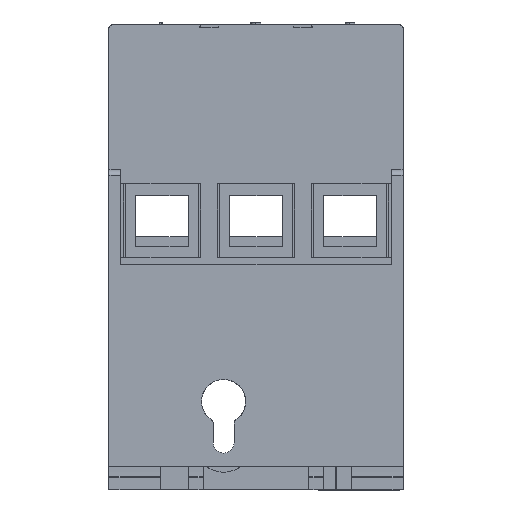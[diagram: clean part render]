
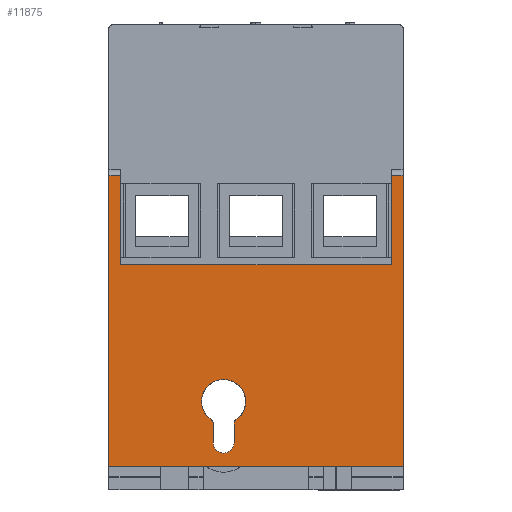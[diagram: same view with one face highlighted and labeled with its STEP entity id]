
A CAD part, top view. The second image highlights one B-rep face of the part: STEP entity #11875.
In plain terms, the highlighted planar face has unit normal (0, 0, 1).
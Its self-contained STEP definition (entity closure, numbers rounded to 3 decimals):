
#232 = CARTESIAN_POINT ( 'NONE',  ( -30.5, 15., 0. ) ) ;
#1079 = EDGE_CURVE ( 'NONE', #11542, #22884, #22833, .T. ) ;
#1108 = VERTEX_POINT ( 'NONE', #20840 ) ;
#1511 = VECTOR ( 'NONE', #20459, 1000. ) ;
#1613 = VECTOR ( 'NONE', #27552, 1000. ) ;
#1653 = DIRECTION ( 'NONE',  ( 0., 0., 1. ) ) ;
#1898 = CIRCLE ( 'NONE', #6744, 3.75 ) ;
#2115 = VERTEX_POINT ( 'NONE', #20994 ) ;
#2600 = ORIENTED_EDGE ( 'NONE', *, *, #6595, .F. ) ;
#2625 = CARTESIAN_POINT ( 'NONE',  ( -28.725, 11.569, 0. ) ) ;
#2706 = EDGE_LOOP ( 'NONE', ( #29709, #8118, #17556, #7849, #15156, #28758, #22964, #5618 ) ) ;
#2799 = DIRECTION ( 'NONE',  ( 0., 0., -1. ) ) ;
#3030 = CARTESIAN_POINT ( 'NONE',  ( -25., 38.252, 0. ) ) ;
#3074 = CARTESIAN_POINT ( 'NONE',  ( -32.275, 11.349, 0. ) ) ;
#3289 = VECTOR ( 'NONE', #12343, 1000. ) ;
#3411 = CARTESIAN_POINT ( 'NONE',  ( -2., 53.4, 0. ) ) ;
#3612 = VERTEX_POINT ( 'NONE', #17884 ) ;
#3844 =( BOUNDED_CURVE ( )  B_SPLINE_CURVE ( 3, ( #26580, #5234, #29019, #12268 ),
 .UNSPECIFIED., .F., .T. ) 
 B_SPLINE_CURVE_WITH_KNOTS ( ( 4, 4 ),
 ( 0., 0.001 ),
 .UNSPECIFIED. ) 
 CURVE ( )  GEOMETRIC_REPRESENTATION_ITEM ( )  RATIONAL_B_SPLINE_CURVE ( ( 1., 0.852, 0.779, 0.782 ) ) 
 REPRESENTATION_ITEM ( '' )  );
#4137 = CARTESIAN_POINT ( 'NONE',  ( -48., 53.4, 0. ) ) ;
#4155 = CARTESIAN_POINT ( 'NONE',  ( -25., 4., 0. ) ) ;
#4406 = VERTEX_POINT ( 'NONE', #4639 ) ;
#4639 = CARTESIAN_POINT ( 'NONE',  ( -34.25, 15., 0. ) ) ;
#4856 = EDGE_CURVE ( 'NONE', #21755, #27619, #17549, .T. ) ;
#5083 = DIRECTION ( 'NONE',  ( 1., 0., 0. ) ) ;
#5234 = CARTESIAN_POINT ( 'NONE',  ( -32.384, 11.751, 0. ) ) ;
#5550 = CARTESIAN_POINT ( 'NONE',  ( -25., 53.4, 0. ) ) ;
#5618 = ORIENTED_EDGE ( 'NONE', *, *, #7615, .T. ) ;
#5777 = AXIS2_PLACEMENT_3D ( 'NONE', #7949, #26541, #24263 ) ;
#5862 = DIRECTION ( 'NONE',  ( -1., 0., 0. ) ) ;
#6184 = EDGE_CURVE ( 'NONE', #4406, #22817, #29416, .T. ) ;
#6241 = EDGE_CURVE ( 'NONE', #18933, #1108, #18838, .T. ) ;
#6518 = CARTESIAN_POINT ( 'NONE',  ( -32.275, 28.7, 0. ) ) ;
#6595 = EDGE_CURVE ( 'NONE', #3612, #28023, #18485, .T. ) ;
#6744 = AXIS2_PLACEMENT_3D ( 'NONE', #28068, #7336, #7188 ) ;
#6934 = DIRECTION ( 'NONE',  ( 0., 1., 0. ) ) ;
#7188 = DIRECTION ( 'NONE',  ( 1., 0., 0. ) ) ;
#7336 = DIRECTION ( 'NONE',  ( 0., 0., -1. ) ) ;
#7615 = EDGE_CURVE ( 'NONE', #2115, #29786, #11165, .T. ) ;
#7849 = ORIENTED_EDGE ( 'NONE', *, *, #16382, .T. ) ;
#7949 = CARTESIAN_POINT ( 'NONE',  ( -30.5, 15., 0. ) ) ;
#8000 = ORIENTED_EDGE ( 'NONE', *, *, #6184, .T. ) ;
#8028 = CARTESIAN_POINT ( 'NONE',  ( -32.552, 11.862, 0. ) ) ;
#8043 = VECTOR ( 'NONE', #12634, 1000. ) ;
#8107 = CARTESIAN_POINT ( 'NONE',  ( -26.75, 15., 0. ) ) ;
#8118 = ORIENTED_EDGE ( 'NONE', *, *, #6241, .F. ) ;
#8500 = ORIENTED_EDGE ( 'NONE', *, *, #16820, .T. ) ;
#8833 = ORIENTED_EDGE ( 'NONE', *, *, #1079, .T. ) ;
#9354 = ORIENTED_EDGE ( 'NONE', *, *, #13214, .F. ) ;
#10014 = CARTESIAN_POINT ( 'NONE',  ( -28.725, 8., 0. ) ) ;
#10637 = CARTESIAN_POINT ( 'NONE',  ( 0., 39.2, 0. ) ) ;
#10804 = FACE_BOUND ( 'NONE', #27912, .T. ) ;
#10930 = VECTOR ( 'NONE', #6934, 1000. ) ;
#11165 = LINE ( 'NONE', #22433, #1511 ) ;
#11169 = CIRCLE ( 'NONE', #5777, 3.75 ) ;
#11306 = EDGE_CURVE ( 'NONE', #28943, #4406, #1898, .T. ) ;
#11542 = VERTEX_POINT ( 'NONE', #25444 ) ;
#11875 = ADVANCED_FACE ( 'NONE', ( #10804, #13252 ), #20097, .T. ) ;
#12050 = LINE ( 'NONE', #3030, #3289 ) ;
#12182 = CARTESIAN_POINT ( 'NONE',  ( -2., 38.252, 0. ) ) ;
#12268 = CARTESIAN_POINT ( 'NONE',  ( -32.275, 11.349, 0. ) ) ;
#12343 = DIRECTION ( 'NONE',  ( -1., 0., 0. ) ) ;
#12361 = VECTOR ( 'NONE', #15707, 1000. ) ;
#12392 = EDGE_CURVE ( 'NONE', #22817, #28023, #11169, .T. ) ;
#12634 = DIRECTION ( 'NONE',  ( 0., 1., 0. ) ) ;
#12733 = CARTESIAN_POINT ( 'NONE',  ( -28.448, 11.862, 0. ) ) ;
#13214 = EDGE_CURVE ( 'NONE', #28943, #22884, #3844, .T. ) ;
#13252 = FACE_OUTER_BOUND ( 'NONE', #2706, .T. ) ;
#13809 = LINE ( 'NONE', #20938, #28500 ) ;
#14744 = CARTESIAN_POINT ( 'NONE',  ( 0., 53.4, 0. ) ) ;
#14772 = ORIENTED_EDGE ( 'NONE', *, *, #12392, .T. ) ;
#15156 = ORIENTED_EDGE ( 'NONE', *, *, #16682, .T. ) ;
#15550 = DIRECTION ( 'NONE',  ( 1., 0., 0. ) ) ;
#15707 = DIRECTION ( 'NONE',  ( 0., -1., 0. ) ) ;
#16019 = AXIS2_PLACEMENT_3D ( 'NONE', #27108, #1653, #15550 ) ;
#16110 = CARTESIAN_POINT ( 'NONE',  ( -25., 53.4, 0. ) ) ;
#16382 = EDGE_CURVE ( 'NONE', #19809, #18085, #24654, .T. ) ;
#16554 = CARTESIAN_POINT ( 'NONE',  ( -50., 4., 0. ) ) ;
#16561 = CARTESIAN_POINT ( 'NONE',  ( -50., 39.2, 0. ) ) ;
#16682 = EDGE_CURVE ( 'NONE', #18085, #21755, #17329, .T. ) ;
#16820 = EDGE_CURVE ( 'NONE', #3612, #29049, #13809, .T. ) ;
#16826 = CARTESIAN_POINT ( 'NONE',  ( -28.616, 11.751, 0. ) ) ;
#17329 = LINE ( 'NONE', #5550, #24605 ) ;
#17330 = ORIENTED_EDGE ( 'NONE', *, *, #11306, .T. ) ;
#17549 = LINE ( 'NONE', #24533, #12361 ) ;
#17556 = ORIENTED_EDGE ( 'NONE', *, *, #20088, .T. ) ;
#17611 = DIRECTION ( 'NONE',  ( 1., 0., 0. ) ) ;
#17884 = CARTESIAN_POINT ( 'NONE',  ( -28.725, 11.349, 0. ) ) ;
#18085 = VERTEX_POINT ( 'NONE', #14744 ) ;
#18485 =( BOUNDED_CURVE ( )  B_SPLINE_CURVE ( 3, ( #23506, #2625, #16826, #26664 ),
 .UNSPECIFIED., .F., .F. ) 
 B_SPLINE_CURVE_WITH_KNOTS ( ( 4, 4 ),
 ( 0., 0.001 ),
 .UNSPECIFIED. ) 
 CURVE ( )  GEOMETRIC_REPRESENTATION_ITEM ( )  RATIONAL_B_SPLINE_CURVE ( ( 0.782, 0.779, 0.852, 1. ) ) 
 REPRESENTATION_ITEM ( '' )  );
#18832 = CARTESIAN_POINT ( 'NONE',  ( -30.5, 8., 0. ) ) ;
#18838 = LINE ( 'NONE', #16561, #10930 ) ;
#18933 = VERTEX_POINT ( 'NONE', #16554 ) ;
#19809 = VERTEX_POINT ( 'NONE', #30146 ) ;
#20088 = EDGE_CURVE ( 'NONE', #18933, #19809, #29170, .T. ) ;
#20097 = PLANE ( 'NONE',  #16019 ) ;
#20459 = DIRECTION ( 'NONE',  ( 0., 1., 0. ) ) ;
#20605 = EDGE_CURVE ( 'NONE', #27619, #2115, #12050, .T. ) ;
#20840 = CARTESIAN_POINT ( 'NONE',  ( -50., 53.4, 0. ) ) ;
#20938 = CARTESIAN_POINT ( 'NONE',  ( -28.725, 28.7, 0. ) ) ;
#20994 = CARTESIAN_POINT ( 'NONE',  ( -48., 38.252, 0. ) ) ;
#21099 = DIRECTION ( 'NONE',  ( -1., 0., 0. ) ) ;
#21103 = DIRECTION ( 'NONE',  ( 0., 0., -1. ) ) ;
#21393 = DIRECTION ( 'NONE',  ( 1., 0., 0. ) ) ;
#21755 = VERTEX_POINT ( 'NONE', #3411 ) ;
#22433 = CARTESIAN_POINT ( 'NONE',  ( -48., 46.375, 0. ) ) ;
#22769 = ORIENTED_EDGE ( 'NONE', *, *, #24126, .T. ) ;
#22817 = VERTEX_POINT ( 'NONE', #8107 ) ;
#22833 = LINE ( 'NONE', #6518, #1613 ) ;
#22884 = VERTEX_POINT ( 'NONE', #3074 ) ;
#22964 = ORIENTED_EDGE ( 'NONE', *, *, #20605, .T. ) ;
#23389 = LINE ( 'NONE', #16110, #26562 ) ;
#23506 = CARTESIAN_POINT ( 'NONE',  ( -28.725, 11.349, 0. ) ) ;
#24126 = EDGE_CURVE ( 'NONE', #29049, #11542, #27985, .T. ) ;
#24263 = DIRECTION ( 'NONE',  ( 1., 0., 0. ) ) ;
#24533 = CARTESIAN_POINT ( 'NONE',  ( -2., 46.375, 0. ) ) ;
#24543 = AXIS2_PLACEMENT_3D ( 'NONE', #232, #21103, #5083 ) ;
#24605 = VECTOR ( 'NONE', #5862, 1000. ) ;
#24654 = LINE ( 'NONE', #10637, #8043 ) ;
#25055 = AXIS2_PLACEMENT_3D ( 'NONE', #18832, #2799, #21393 ) ;
#25444 = CARTESIAN_POINT ( 'NONE',  ( -32.275, 8., 0. ) ) ;
#25910 = EDGE_CURVE ( 'NONE', #29786, #1108, #23389, .T. ) ;
#26541 = DIRECTION ( 'NONE',  ( 0., 0., -1. ) ) ;
#26562 = VECTOR ( 'NONE', #21099, 1000. ) ;
#26580 = CARTESIAN_POINT ( 'NONE',  ( -32.552, 11.862, 0. ) ) ;
#26664 = CARTESIAN_POINT ( 'NONE',  ( -28.448, 11.862, 0. ) ) ;
#27108 = CARTESIAN_POINT ( 'NONE',  ( -50., 4., 0. ) ) ;
#27552 = DIRECTION ( 'NONE',  ( 0., 1., 0. ) ) ;
#27619 = VERTEX_POINT ( 'NONE', #12182 ) ;
#27912 = EDGE_LOOP ( 'NONE', ( #2600, #8500, #22769, #8833, #9354, #17330, #8000, #14772 ) ) ;
#27985 = CIRCLE ( 'NONE', #25055, 1.775 ) ;
#28023 = VERTEX_POINT ( 'NONE', #12733 ) ;
#28068 = CARTESIAN_POINT ( 'NONE',  ( -30.5, 15., 0. ) ) ;
#28097 = DIRECTION ( 'NONE',  ( 0., -1., 0. ) ) ;
#28500 = VECTOR ( 'NONE', #28097, 1000. ) ;
#28758 = ORIENTED_EDGE ( 'NONE', *, *, #4856, .T. ) ;
#28943 = VERTEX_POINT ( 'NONE', #8028 ) ;
#29019 = CARTESIAN_POINT ( 'NONE',  ( -32.275, 11.569, 0. ) ) ;
#29049 = VERTEX_POINT ( 'NONE', #10014 ) ;
#29075 = VECTOR ( 'NONE', #17611, 1000. ) ;
#29170 = LINE ( 'NONE', #4155, #29075 ) ;
#29416 = CIRCLE ( 'NONE', #24543, 3.75 ) ;
#29709 = ORIENTED_EDGE ( 'NONE', *, *, #25910, .T. ) ;
#29786 = VERTEX_POINT ( 'NONE', #4137 ) ;
#30146 = CARTESIAN_POINT ( 'NONE',  ( 0., 4., 0. ) ) ;
